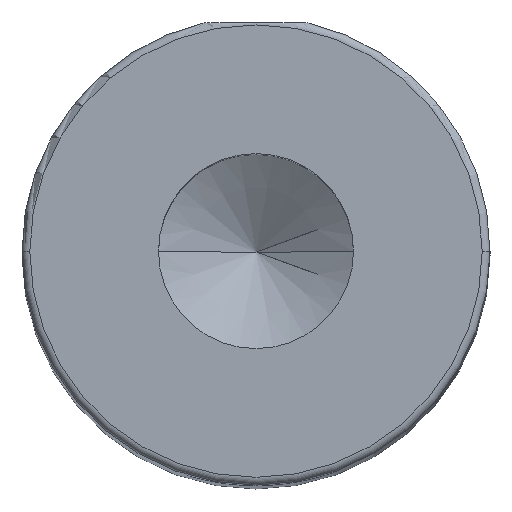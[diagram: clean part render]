
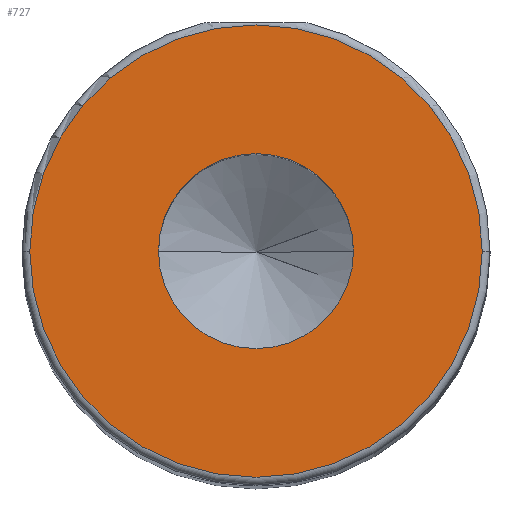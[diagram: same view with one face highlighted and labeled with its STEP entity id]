
A CAD part, top view. The second image highlights one B-rep face of the part: STEP entity #727.
In plain terms, the highlighted planar face has unit normal (0, 0, 1).
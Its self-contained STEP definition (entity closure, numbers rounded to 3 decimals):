
#35 = CARTESIAN_POINT ( 'NONE',  ( 0., 0., 30. ) ) ;
#38 = CARTESIAN_POINT ( 'NONE',  ( 0., 0., 30. ) ) ;
#44 = ORIENTED_EDGE ( 'NONE', *, *, #142, .F. ) ;
#93 = CIRCLE ( 'NONE', #958, 2.5 ) ;
#100 = FACE_BOUND ( 'NONE', #696, .T. ) ;
#133 = DIRECTION ( 'NONE',  ( 1., 0., 0. ) ) ;
#135 = ORIENTED_EDGE ( 'NONE', *, *, #836, .F. ) ;
#142 = EDGE_CURVE ( 'NONE', #1090, #1225, #93, .T. ) ;
#183 = DIRECTION ( 'NONE',  ( 0., 0., 1. ) ) ;
#194 = VERTEX_POINT ( 'NONE', #663 ) ;
#201 = CARTESIAN_POINT ( 'NONE',  ( -2.5, 0., 30. ) ) ;
#227 = EDGE_CURVE ( 'NONE', #1108, #194, #250, .T. ) ;
#250 = CIRCLE ( 'NONE', #783, 5.8 ) ;
#305 = CIRCLE ( 'NONE', #920, 2.5 ) ;
#352 = CARTESIAN_POINT ( 'NONE',  ( 0., 0., 30. ) ) ;
#395 = AXIS2_PLACEMENT_3D ( 'NONE', #35, #426, #1128 ) ;
#426 = DIRECTION ( 'NONE',  ( 0., 0., 1. ) ) ;
#446 = CARTESIAN_POINT ( 'NONE',  ( 0., 0., 30. ) ) ;
#452 = DIRECTION ( 'NONE',  ( 1., 0., 0. ) ) ;
#479 = ORIENTED_EDGE ( 'NONE', *, *, #861, .T. ) ;
#487 = CARTESIAN_POINT ( 'NONE',  ( 5.8, 0., 30. ) ) ;
#539 = DIRECTION ( 'NONE',  ( 1., 0., 0. ) ) ;
#553 = CIRCLE ( 'NONE', #1086, 5.8 ) ;
#611 = EDGE_LOOP ( 'NONE', ( #750, #479 ) ) ;
#663 = CARTESIAN_POINT ( 'NONE',  ( -5.8, 0., 30. ) ) ;
#696 = EDGE_LOOP ( 'NONE', ( #135, #44 ) ) ;
#707 = DIRECTION ( 'NONE',  ( 0., 0., 1. ) ) ;
#727 = ADVANCED_FACE ( 'NONE', ( #100, #801 ), #1003, .T. ) ;
#750 = ORIENTED_EDGE ( 'NONE', *, *, #227, .T. ) ;
#759 = CARTESIAN_POINT ( 'NONE',  ( 0., 0., 30. ) ) ;
#783 = AXIS2_PLACEMENT_3D ( 'NONE', #38, #707, #133 ) ;
#801 = FACE_OUTER_BOUND ( 'NONE', #611, .T. ) ;
#836 = EDGE_CURVE ( 'NONE', #1225, #1090, #305, .T. ) ;
#860 = DIRECTION ( 'NONE',  ( 1., 0., 0. ) ) ;
#861 = EDGE_CURVE ( 'NONE', #194, #1108, #553, .T. ) ;
#920 = AXIS2_PLACEMENT_3D ( 'NONE', #446, #1152, #539 ) ;
#958 = AXIS2_PLACEMENT_3D ( 'NONE', #759, #183, #860 ) ;
#1003 = PLANE ( 'NONE',  #395 ) ;
#1048 = DIRECTION ( 'NONE',  ( 0., 0., 1. ) ) ;
#1083 = CARTESIAN_POINT ( 'NONE',  ( 2.5, 0., 30. ) ) ;
#1086 = AXIS2_PLACEMENT_3D ( 'NONE', #352, #1048, #452 ) ;
#1090 = VERTEX_POINT ( 'NONE', #201 ) ;
#1108 = VERTEX_POINT ( 'NONE', #487 ) ;
#1128 = DIRECTION ( 'NONE',  ( 1., 0., 0. ) ) ;
#1152 = DIRECTION ( 'NONE',  ( 0., 0., 1. ) ) ;
#1225 = VERTEX_POINT ( 'NONE', #1083 ) ;
